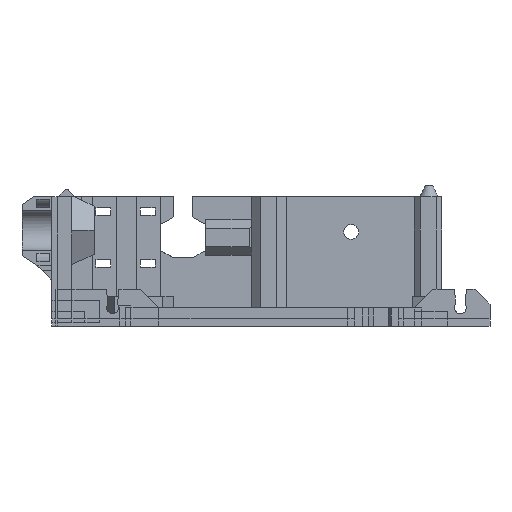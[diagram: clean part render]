
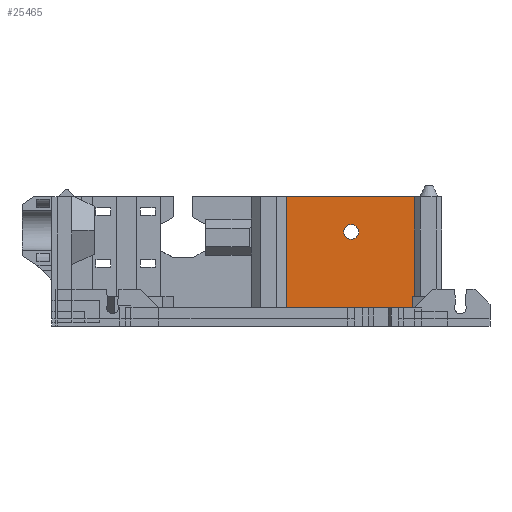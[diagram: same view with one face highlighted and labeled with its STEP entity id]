
A CAD part, front view. The second image highlights one B-rep face of the part: STEP entity #25465.
In plain terms, the highlighted planar face has unit normal (0, -1, 0).
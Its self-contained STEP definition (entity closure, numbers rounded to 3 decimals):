
#5980 = PLANE('',#5981);
#5981 = AXIS2_PLACEMENT_3D('',#5982,#5983,#5984);
#5982 = CARTESIAN_POINT('',(0.,90.,35.));
#5983 = DIRECTION('',(0.,0.,1.));
#5984 = DIRECTION('',(1.,0.,0.));
#6143 = CYLINDRICAL_SURFACE('',#6144,2.);
#6144 = AXIS2_PLACEMENT_3D('',#6145,#6146,#6147);
#6145 = CARTESIAN_POINT('',(81.,87.,25.5));
#6146 = DIRECTION('',(0.,1.,0.));
#6147 = DIRECTION('',(1.,0.,0.));
#13448 = VERTEX_POINT('',#13449);
#13449 = CARTESIAN_POINT('',(63.5,90.,35.));
#13470 = EDGE_CURVE('',#13448,#13471,#13473,.T.);
#13471 = VERTEX_POINT('',#13472);
#13472 = CARTESIAN_POINT('',(98.,90.,35.));
#13473 = SURFACE_CURVE('',#13474,(#13478,#13485),.PCURVE_S1.);
#13474 = LINE('',#13475,#13476);
#13475 = CARTESIAN_POINT('',(0.,90.,35.));
#13476 = VECTOR('',#13477,1.);
#13477 = DIRECTION('',(1.,0.,0.));
#13478 = PCURVE('',#5980,#13479);
#13479 = DEFINITIONAL_REPRESENTATION('',(#13480),#13484);
#13480 = LINE('',#13481,#13482);
#13481 = CARTESIAN_POINT('',(0.,0.));
#13482 = VECTOR('',#13483,1.);
#13483 = DIRECTION('',(1.,0.));
#13484 = ( GEOMETRIC_REPRESENTATION_CONTEXT(2) 
PARAMETRIC_REPRESENTATION_CONTEXT() REPRESENTATION_CONTEXT('2D SPACE',''
  ) );
#13485 = PCURVE('',#13486,#13491);
#13486 = PLANE('',#13487);
#13487 = AXIS2_PLACEMENT_3D('',#13488,#13489,#13490);
#13488 = CARTESIAN_POINT('',(0.,90.,0.));
#13489 = DIRECTION('',(0.,1.,0.));
#13490 = DIRECTION('',(0.,0.,1.));
#13491 = DEFINITIONAL_REPRESENTATION('',(#13492),#13496);
#13492 = LINE('',#13493,#13494);
#13493 = CARTESIAN_POINT('',(35.,0.));
#13494 = VECTOR('',#13495,1.);
#13495 = DIRECTION('',(0.,1.));
#13496 = ( GEOMETRIC_REPRESENTATION_CONTEXT(2) 
PARAMETRIC_REPRESENTATION_CONTEXT() REPRESENTATION_CONTEXT('2D SPACE',''
  ) );
#14662 = VERTEX_POINT('',#14663);
#14663 = CARTESIAN_POINT('',(83.,90.,25.5));
#14684 = EDGE_CURVE('',#14662,#14662,#14685,.T.);
#14685 = SURFACE_CURVE('',#14686,(#14691,#14698),.PCURVE_S1.);
#14686 = CIRCLE('',#14687,2.);
#14687 = AXIS2_PLACEMENT_3D('',#14688,#14689,#14690);
#14688 = CARTESIAN_POINT('',(81.,90.,25.5));
#14689 = DIRECTION('',(0.,1.,0.));
#14690 = DIRECTION('',(1.,0.,0.));
#14691 = PCURVE('',#6143,#14692);
#14692 = DEFINITIONAL_REPRESENTATION('',(#14693),#14697);
#14693 = LINE('',#14694,#14695);
#14694 = CARTESIAN_POINT('',(0.,3.));
#14695 = VECTOR('',#14696,1.);
#14696 = DIRECTION('',(1.,0.));
#14697 = ( GEOMETRIC_REPRESENTATION_CONTEXT(2) 
PARAMETRIC_REPRESENTATION_CONTEXT() REPRESENTATION_CONTEXT('2D SPACE',''
  ) );
#14698 = PCURVE('',#13486,#14699);
#14699 = DEFINITIONAL_REPRESENTATION('',(#14700),#14704);
#14700 = CIRCLE('',#14701,2.);
#14701 = AXIS2_PLACEMENT_2D('',#14702,#14703);
#14702 = CARTESIAN_POINT('',(25.5,81.));
#14703 = DIRECTION('',(0.,1.));
#14704 = ( GEOMETRIC_REPRESENTATION_CONTEXT(2) 
PARAMETRIC_REPRESENTATION_CONTEXT() REPRESENTATION_CONTEXT('2D SPACE',''
  ) );
#24306 = PLANE('',#24307);
#24307 = AXIS2_PLACEMENT_3D('',#24308,#24309,#24310);
#24308 = CARTESIAN_POINT('',(0.,0.,2.));
#24309 = DIRECTION('',(0.,0.,1.));
#24310 = DIRECTION('',(1.,0.,0.));
#25465 = ADVANCED_FACE('',(#25466,#25566),#13486,.F.);
#25466 = FACE_BOUND('',#25467,.F.);
#25467 = EDGE_LOOP('',(#25468,#25491,#25515,#25516,#25542));
#25468 = ORIENTED_EDGE('',*,*,#25469,.T.);
#25469 = EDGE_CURVE('',#25470,#25472,#25474,.T.);
#25470 = VERTEX_POINT('',#25471);
#25471 = CARTESIAN_POINT('',(98.,90.,2.));
#25472 = VERTEX_POINT('',#25473);
#25473 = CARTESIAN_POINT('',(63.5,90.,2.));
#25474 = SURFACE_CURVE('',#25475,(#25479,#25485),.PCURVE_S1.);
#25475 = LINE('',#25476,#25477);
#25476 = CARTESIAN_POINT('',(0.,90.,2.));
#25477 = VECTOR('',#25478,1.);
#25478 = DIRECTION('',(-1.,0.,0.));
#25479 = PCURVE('',#13486,#25480);
#25480 = DEFINITIONAL_REPRESENTATION('',(#25481),#25484);
#25481 = B_SPLINE_CURVE_WITH_KNOTS('',1,(#25482,#25483),.UNSPECIFIED.,
  .F.,.F.,(2,2),(-116.05,10.55),.PIECEWISE_BEZIER_KNOTS.);
#25482 = CARTESIAN_POINT('',(2.,116.05));
#25483 = CARTESIAN_POINT('',(2.,-10.55));
#25484 = ( GEOMETRIC_REPRESENTATION_CONTEXT(2) 
PARAMETRIC_REPRESENTATION_CONTEXT() REPRESENTATION_CONTEXT('2D SPACE',''
  ) );
#25485 = PCURVE('',#24306,#25486);
#25486 = DEFINITIONAL_REPRESENTATION('',(#25487),#25490);
#25487 = B_SPLINE_CURVE_WITH_KNOTS('',1,(#25488,#25489),.UNSPECIFIED.,
  .F.,.F.,(2,2),(-116.05,10.55),.PIECEWISE_BEZIER_KNOTS.);
#25488 = CARTESIAN_POINT('',(116.05,90.));
#25489 = CARTESIAN_POINT('',(-10.55,90.));
#25490 = ( GEOMETRIC_REPRESENTATION_CONTEXT(2) 
PARAMETRIC_REPRESENTATION_CONTEXT() REPRESENTATION_CONTEXT('2D SPACE',''
  ) );
#25491 = ORIENTED_EDGE('',*,*,#25492,.F.);
#25492 = EDGE_CURVE('',#13448,#25472,#25493,.T.);
#25493 = SURFACE_CURVE('',#25494,(#25498,#25504),.PCURVE_S1.);
#25494 = LINE('',#25495,#25496);
#25495 = CARTESIAN_POINT('',(63.5,90.,0.));
#25496 = VECTOR('',#25497,1.);
#25497 = DIRECTION('',(0.,0.,-1.));
#25498 = PCURVE('',#13486,#25499);
#25499 = DEFINITIONAL_REPRESENTATION('',(#25500),#25503);
#25500 = B_SPLINE_CURVE_WITH_KNOTS('',1,(#25501,#25502),.UNSPECIFIED.,
  .F.,.F.,(2,2),(-38.5,3.5),.PIECEWISE_BEZIER_KNOTS.);
#25501 = CARTESIAN_POINT('',(38.5,63.5));
#25502 = CARTESIAN_POINT('',(-3.5,63.5));
#25503 = ( GEOMETRIC_REPRESENTATION_CONTEXT(2) 
PARAMETRIC_REPRESENTATION_CONTEXT() REPRESENTATION_CONTEXT('2D SPACE',''
  ) );
#25504 = PCURVE('',#25505,#25510);
#25505 = PLANE('',#25506);
#25506 = AXIS2_PLACEMENT_3D('',#25507,#25508,#25509);
#25507 = CARTESIAN_POINT('',(63.5,84.,0.));
#25508 = DIRECTION('',(1.,0.,0.));
#25509 = DIRECTION('',(0.,0.,1.));
#25510 = DEFINITIONAL_REPRESENTATION('',(#25511),#25514);
#25511 = B_SPLINE_CURVE_WITH_KNOTS('',1,(#25512,#25513),.UNSPECIFIED.,
  .F.,.F.,(2,2),(-38.5,3.5),.PIECEWISE_BEZIER_KNOTS.);
#25512 = CARTESIAN_POINT('',(38.5,-6.));
#25513 = CARTESIAN_POINT('',(-3.5,-6.));
#25514 = ( GEOMETRIC_REPRESENTATION_CONTEXT(2) 
PARAMETRIC_REPRESENTATION_CONTEXT() REPRESENTATION_CONTEXT('2D SPACE',''
  ) );
#25515 = ORIENTED_EDGE('',*,*,#13470,.T.);
#25516 = ORIENTED_EDGE('',*,*,#25517,.T.);
#25517 = EDGE_CURVE('',#13471,#25518,#25520,.T.);
#25518 = VERTEX_POINT('',#25519);
#25519 = CARTESIAN_POINT('',(98.,90.,4.));
#25520 = SURFACE_CURVE('',#25521,(#25525,#25531),.PCURVE_S1.);
#25521 = LINE('',#25522,#25523);
#25522 = CARTESIAN_POINT('',(98.,90.,0.));
#25523 = VECTOR('',#25524,1.);
#25524 = DIRECTION('',(0.,0.,-1.));
#25525 = PCURVE('',#13486,#25526);
#25526 = DEFINITIONAL_REPRESENTATION('',(#25527),#25530);
#25527 = B_SPLINE_CURVE_WITH_KNOTS('',1,(#25528,#25529),.UNSPECIFIED.,
  .F.,.F.,(2,2),(-38.5,3.5),.PIECEWISE_BEZIER_KNOTS.);
#25528 = CARTESIAN_POINT('',(38.5,98.));
#25529 = CARTESIAN_POINT('',(-3.5,98.));
#25530 = ( GEOMETRIC_REPRESENTATION_CONTEXT(2) 
PARAMETRIC_REPRESENTATION_CONTEXT() REPRESENTATION_CONTEXT('2D SPACE',''
  ) );
#25531 = PCURVE('',#25532,#25537);
#25532 = PLANE('',#25533);
#25533 = AXIS2_PLACEMENT_3D('',#25534,#25535,#25536);
#25534 = CARTESIAN_POINT('',(98.,86.,0.));
#25535 = DIRECTION('',(1.,0.,0.));
#25536 = DIRECTION('',(0.,0.,1.));
#25537 = DEFINITIONAL_REPRESENTATION('',(#25538),#25541);
#25538 = B_SPLINE_CURVE_WITH_KNOTS('',1,(#25539,#25540),.UNSPECIFIED.,
  .F.,.F.,(2,2),(-38.5,3.5),.PIECEWISE_BEZIER_KNOTS.);
#25539 = CARTESIAN_POINT('',(38.5,-4.));
#25540 = CARTESIAN_POINT('',(-3.5,-4.));
#25541 = ( GEOMETRIC_REPRESENTATION_CONTEXT(2) 
PARAMETRIC_REPRESENTATION_CONTEXT() REPRESENTATION_CONTEXT('2D SPACE',''
  ) );
#25542 = ORIENTED_EDGE('',*,*,#25543,.T.);
#25543 = EDGE_CURVE('',#25518,#25470,#25544,.T.);
#25544 = SURFACE_CURVE('',#25545,(#25549,#25555),.PCURVE_S1.);
#25545 = LINE('',#25546,#25547);
#25546 = CARTESIAN_POINT('',(98.,90.,0.));
#25547 = VECTOR('',#25548,1.);
#25548 = DIRECTION('',(0.,0.,-1.));
#25549 = PCURVE('',#13486,#25550);
#25550 = DEFINITIONAL_REPRESENTATION('',(#25551),#25554);
#25551 = B_SPLINE_CURVE_WITH_KNOTS('',1,(#25552,#25553),.UNSPECIFIED.,
  .F.,.F.,(2,2),(-4.4,0.4),.PIECEWISE_BEZIER_KNOTS.);
#25552 = CARTESIAN_POINT('',(4.4,98.));
#25553 = CARTESIAN_POINT('',(-0.4,98.));
#25554 = ( GEOMETRIC_REPRESENTATION_CONTEXT(2) 
PARAMETRIC_REPRESENTATION_CONTEXT() REPRESENTATION_CONTEXT('2D SPACE',''
  ) );
#25555 = PCURVE('',#25556,#25561);
#25556 = PLANE('',#25557);
#25557 = AXIS2_PLACEMENT_3D('',#25558,#25559,#25560);
#25558 = CARTESIAN_POINT('',(98.,0.,0.));
#25559 = DIRECTION('',(1.,0.,0.));
#25560 = DIRECTION('',(0.,0.,1.));
#25561 = DEFINITIONAL_REPRESENTATION('',(#25562),#25565);
#25562 = B_SPLINE_CURVE_WITH_KNOTS('',1,(#25563,#25564),.UNSPECIFIED.,
  .F.,.F.,(2,2),(-4.4,0.4),.PIECEWISE_BEZIER_KNOTS.);
#25563 = CARTESIAN_POINT('',(4.4,-90.));
#25564 = CARTESIAN_POINT('',(-0.4,-90.));
#25565 = ( GEOMETRIC_REPRESENTATION_CONTEXT(2) 
PARAMETRIC_REPRESENTATION_CONTEXT() REPRESENTATION_CONTEXT('2D SPACE',''
  ) );
#25566 = FACE_BOUND('',#25567,.F.);
#25567 = EDGE_LOOP('',(#25568));
#25568 = ORIENTED_EDGE('',*,*,#14684,.F.);
